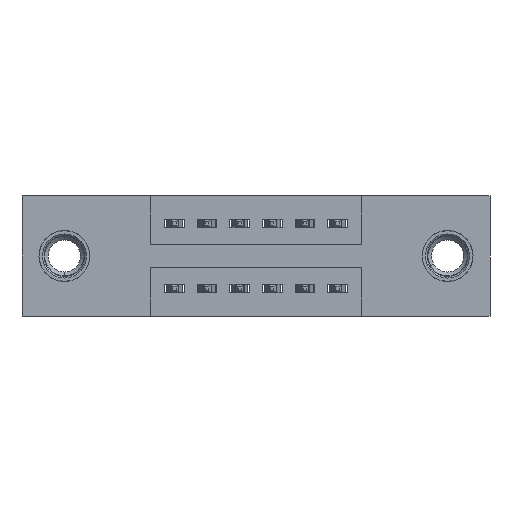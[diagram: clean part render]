
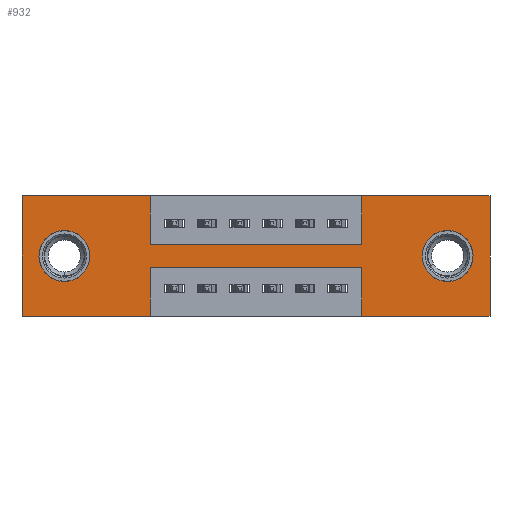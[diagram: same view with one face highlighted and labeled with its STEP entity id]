
A CAD part, front view. The second image highlights one B-rep face of the part: STEP entity #932.
In plain terms, the highlighted planar face has unit normal (0, -1, 0).
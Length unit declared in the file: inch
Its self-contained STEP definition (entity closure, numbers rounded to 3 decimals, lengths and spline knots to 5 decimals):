
#113 = VECTOR ( 'NONE', #3407, 39.37008 ) ;
#164 = EDGE_CURVE ( 'NONE', #604, #305, #5532, .T. ) ;
#302 = CARTESIAN_POINT ( 'NONE',  ( 1.0425, 0., 0. ) ) ;
#305 = VERTEX_POINT ( 'NONE', #6232 ) ;
#398 = CIRCLE ( 'NONE', #2873, 0.078 ) ;
#604 = VERTEX_POINT ( 'NONE', #2753 ) ;
#700 = LINE ( 'NONE', #4844, #3455 ) ;
#892 = DIRECTION ( 'NONE',  ( 0., 1., 0. ) ) ;
#911 = EDGE_CURVE ( 'NONE', #6946, #4226, #7768, .T. ) ;
#925 = ORIENTED_EDGE ( 'NONE', *, *, #10035, .T. ) ;
#932 = ADVANCED_FACE ( 'NONE', ( #8641, #10196, #5782 ), #1267, .T. ) ;
#957 = VERTEX_POINT ( 'NONE', #9620 ) ;
#958 = CARTESIAN_POINT ( 'NONE',  ( 0.13, 0., -0.185 ) ) ;
#1042 = DIRECTION ( 'NONE',  ( 0., 0., -1. ) ) ;
#1088 = EDGE_CURVE ( 'NONE', #2788, #9806, #8262, .T. ) ;
#1111 = EDGE_LOOP ( 'NONE', ( #10472, #925 ) ) ;
#1117 = DIRECTION ( 'NONE',  ( 0., 0., 1. ) ) ;
#1153 = CARTESIAN_POINT ( 'NONE',  ( 0.3925, 0., 0. ) ) ;
#1267 = PLANE ( 'NONE',  #5162 ) ;
#1444 = EDGE_CURVE ( 'NONE', #3304, #9170, #6826, .T. ) ;
#1504 = CARTESIAN_POINT ( 'NONE',  ( 0., 0., 0. ) ) ;
#1541 = DIRECTION ( 'NONE',  ( 0., 0., -1. ) ) ;
#1589 = CIRCLE ( 'NONE', #7935, 0.078 ) ;
#1641 = CARTESIAN_POINT ( 'NONE',  ( 1.435, 0., 0. ) ) ;
#1673 = DIRECTION ( 'NONE',  ( -1., 0., 0. ) ) ;
#1681 = LINE ( 'NONE', #3763, #3425 ) ;
#1721 = VECTOR ( 'NONE', #3875, 39.37008 ) ;
#1805 = CARTESIAN_POINT ( 'NONE',  ( 0.13, 0., -0.185 ) ) ;
#1861 = VECTOR ( 'NONE', #9677, 39.37008 ) ;
#2008 = VECTOR ( 'NONE', #5626, 39.37008 ) ;
#2220 = EDGE_CURVE ( 'NONE', #10773, #2788, #8363, .T. ) ;
#2511 = EDGE_CURVE ( 'NONE', #7083, #8611, #4586, .T. ) ;
#2753 = CARTESIAN_POINT ( 'NONE',  ( 0.13, 0., -0.107 ) ) ;
#2788 = VERTEX_POINT ( 'NONE', #4917 ) ;
#2873 = AXIS2_PLACEMENT_3D ( 'NONE', #958, #892, #4253 ) ;
#3073 = VECTOR ( 'NONE', #1117, 39.37008 ) ;
#3227 = AXIS2_PLACEMENT_3D ( 'NONE', #8225, #4316, #3327 ) ;
#3238 = CARTESIAN_POINT ( 'NONE',  ( 1.0425, 0., -0.37 ) ) ;
#3257 = EDGE_CURVE ( 'NONE', #4030, #5283, #6126, .T. ) ;
#3285 = LINE ( 'NONE', #1504, #10548 ) ;
#3304 = VERTEX_POINT ( 'NONE', #10093 ) ;
#3327 = DIRECTION ( 'NONE',  ( 0., 0., -1. ) ) ;
#3407 = DIRECTION ( 'NONE',  ( 0., 0., 1. ) ) ;
#3425 = VECTOR ( 'NONE', #4734, 39.37008 ) ;
#3455 = VECTOR ( 'NONE', #10721, 39.37008 ) ;
#3477 = LINE ( 'NONE', #4270, #3073 ) ;
#3518 = DIRECTION ( 'NONE',  ( 0., 0., 1. ) ) ;
#3524 = VERTEX_POINT ( 'NONE', #3238 ) ;
#3548 = DIRECTION ( 'NONE',  ( 1., 0., 0. ) ) ;
#3599 = ORIENTED_EDGE ( 'NONE', *, *, #2511, .T. ) ;
#3608 = ORIENTED_EDGE ( 'NONE', *, *, #8573, .F. ) ;
#3691 = EDGE_CURVE ( 'NONE', #3524, #6207, #9877, .T. ) ;
#3763 = CARTESIAN_POINT ( 'NONE',  ( 0.3925, 0., -0.22 ) ) ;
#3784 = DIRECTION ( 'NONE',  ( 0., 0., -1. ) ) ;
#3854 = DIRECTION ( 'NONE',  ( 0., -1., 0. ) ) ;
#3875 = DIRECTION ( 'NONE',  ( 0., 0., -1. ) ) ;
#3922 = VECTOR ( 'NONE', #1673, 39.37008 ) ;
#4015 = CARTESIAN_POINT ( 'NONE',  ( 0., 0., -0.37 ) ) ;
#4030 = VERTEX_POINT ( 'NONE', #7138 ) ;
#4118 = ORIENTED_EDGE ( 'NONE', *, *, #1088, .F. ) ;
#4151 = ORIENTED_EDGE ( 'NONE', *, *, #8266, .F. ) ;
#4226 = VERTEX_POINT ( 'NONE', #9171 ) ;
#4253 = DIRECTION ( 'NONE',  ( 0., 0., 1. ) ) ;
#4270 = CARTESIAN_POINT ( 'NONE',  ( 0., 0., 0. ) ) ;
#4316 = DIRECTION ( 'NONE',  ( 0., 1., 0. ) ) ;
#4586 = CIRCLE ( 'NONE', #3227, 0.078 ) ;
#4603 = ORIENTED_EDGE ( 'NONE', *, *, #3691, .F. ) ;
#4734 = DIRECTION ( 'NONE',  ( -1., 0., 0. ) ) ;
#4844 = CARTESIAN_POINT ( 'NONE',  ( 0.3925, 0., -0.15 ) ) ;
#4917 = CARTESIAN_POINT ( 'NONE',  ( 0.3925, 0., 0. ) ) ;
#5015 = LINE ( 'NONE', #4015, #2008 ) ;
#5162 = AXIS2_PLACEMENT_3D ( 'NONE', #10447, #3854, #3784 ) ;
#5283 = VERTEX_POINT ( 'NONE', #10525 ) ;
#5525 = CARTESIAN_POINT ( 'NONE',  ( 1.305, 0., -0.107 ) ) ;
#5532 = CIRCLE ( 'NONE', #9448, 0.078 ) ;
#5626 = DIRECTION ( 'NONE',  ( -1., 0., 0. ) ) ;
#5668 = CARTESIAN_POINT ( 'NONE',  ( 1.435, 0., 0. ) ) ;
#5763 = DIRECTION ( 'NONE',  ( 0., 1., 0. ) ) ;
#5782 = FACE_OUTER_BOUND ( 'NONE', #9813, .T. ) ;
#5824 = CARTESIAN_POINT ( 'NONE',  ( 0.3925, 0., -0.37 ) ) ;
#6011 = ORIENTED_EDGE ( 'NONE', *, *, #911, .F. ) ;
#6032 = ORIENTED_EDGE ( 'NONE', *, *, #8870, .F. ) ;
#6126 = LINE ( 'NONE', #9175, #3922 ) ;
#6174 = VECTOR ( 'NONE', #1042, 39.37008 ) ;
#6207 = VERTEX_POINT ( 'NONE', #10579 ) ;
#6232 = CARTESIAN_POINT ( 'NONE',  ( 0.13, 0., -0.263 ) ) ;
#6368 = EDGE_CURVE ( 'NONE', #5283, #10773, #3477, .T. ) ;
#6696 = EDGE_CURVE ( 'NONE', #8611, #7083, #1589, .T. ) ;
#6826 = LINE ( 'NONE', #7177, #1861 ) ;
#6846 = CARTESIAN_POINT ( 'NONE',  ( 0., 0., 0. ) ) ;
#6946 = VERTEX_POINT ( 'NONE', #1641 ) ;
#7083 = VERTEX_POINT ( 'NONE', #5525 ) ;
#7126 = EDGE_CURVE ( 'NONE', #4226, #3524, #5015, .T. ) ;
#7128 = EDGE_CURVE ( 'NONE', #9806, #3304, #700, .T. ) ;
#7138 = CARTESIAN_POINT ( 'NONE',  ( 0.3925, 0., -0.37 ) ) ;
#7177 = CARTESIAN_POINT ( 'NONE',  ( 1.0425, 0., 0. ) ) ;
#7541 = CARTESIAN_POINT ( 'NONE',  ( 1.305, 0., -0.185 ) ) ;
#7604 = CARTESIAN_POINT ( 'NONE',  ( 1.0425, 0., -0.37 ) ) ;
#7623 = ORIENTED_EDGE ( 'NONE', *, *, #1444, .F. ) ;
#7736 = VECTOR ( 'NONE', #3548, 39.37008 ) ;
#7746 = EDGE_LOOP ( 'NONE', ( #3599, #9044 ) ) ;
#7768 = LINE ( 'NONE', #5668, #1721 ) ;
#7935 = AXIS2_PLACEMENT_3D ( 'NONE', #7541, #5763, #8358 ) ;
#7970 = CARTESIAN_POINT ( 'NONE',  ( 0.3925, 0., -0.15 ) ) ;
#8165 = CARTESIAN_POINT ( 'NONE',  ( 0., 0., 0. ) ) ;
#8225 = CARTESIAN_POINT ( 'NONE',  ( 1.305, 0., -0.185 ) ) ;
#8262 = LINE ( 'NONE', #1153, #6174 ) ;
#8266 = EDGE_CURVE ( 'NONE', #957, #4030, #8368, .T. ) ;
#8275 = ORIENTED_EDGE ( 'NONE', *, *, #6368, .F. ) ;
#8358 = DIRECTION ( 'NONE',  ( 0., 0., -1. ) ) ;
#8363 = LINE ( 'NONE', #6846, #7736 ) ;
#8368 = LINE ( 'NONE', #5824, #10561 ) ;
#8376 = ORIENTED_EDGE ( 'NONE', *, *, #3257, .F. ) ;
#8382 = DIRECTION ( 'NONE',  ( 0., 1., 0. ) ) ;
#8573 = EDGE_CURVE ( 'NONE', #6207, #957, #1681, .T. ) ;
#8611 = VERTEX_POINT ( 'NONE', #10459 ) ;
#8641 = FACE_BOUND ( 'NONE', #7746, .T. ) ;
#8870 = EDGE_CURVE ( 'NONE', #9170, #6946, #3285, .T. ) ;
#8923 = DIRECTION ( 'NONE',  ( 1., 0., 0. ) ) ;
#9044 = ORIENTED_EDGE ( 'NONE', *, *, #6696, .T. ) ;
#9170 = VERTEX_POINT ( 'NONE', #302 ) ;
#9171 = CARTESIAN_POINT ( 'NONE',  ( 1.435, 0., -0.37 ) ) ;
#9175 = CARTESIAN_POINT ( 'NONE',  ( 0., 0., -0.37 ) ) ;
#9331 = ORIENTED_EDGE ( 'NONE', *, *, #2220, .F. ) ;
#9448 = AXIS2_PLACEMENT_3D ( 'NONE', #1805, #8382, #3518 ) ;
#9620 = CARTESIAN_POINT ( 'NONE',  ( 0.3925, 0., -0.22 ) ) ;
#9677 = DIRECTION ( 'NONE',  ( 0., 0., 1. ) ) ;
#9768 = ORIENTED_EDGE ( 'NONE', *, *, #7128, .F. ) ;
#9806 = VERTEX_POINT ( 'NONE', #7970 ) ;
#9813 = EDGE_LOOP ( 'NONE', ( #4151, #3608, #4603, #10251, #6011, #6032, #7623, #9768, #4118, #9331, #8275, #8376 ) ) ;
#9877 = LINE ( 'NONE', #7604, #113 ) ;
#10035 = EDGE_CURVE ( 'NONE', #305, #604, #398, .T. ) ;
#10093 = CARTESIAN_POINT ( 'NONE',  ( 1.0425, 0., -0.15 ) ) ;
#10196 = FACE_BOUND ( 'NONE', #1111, .T. ) ;
#10251 = ORIENTED_EDGE ( 'NONE', *, *, #7126, .F. ) ;
#10447 = CARTESIAN_POINT ( 'NONE',  ( 0., 0., -0.37 ) ) ;
#10459 = CARTESIAN_POINT ( 'NONE',  ( 1.305, 0., -0.263 ) ) ;
#10472 = ORIENTED_EDGE ( 'NONE', *, *, #164, .T. ) ;
#10525 = CARTESIAN_POINT ( 'NONE',  ( 0., 0., -0.37 ) ) ;
#10548 = VECTOR ( 'NONE', #8923, 39.37008 ) ;
#10561 = VECTOR ( 'NONE', #1541, 39.37008 ) ;
#10579 = CARTESIAN_POINT ( 'NONE',  ( 1.0425, 0., -0.22 ) ) ;
#10721 = DIRECTION ( 'NONE',  ( 1., 0., 0. ) ) ;
#10773 = VERTEX_POINT ( 'NONE', #8165 ) ;
